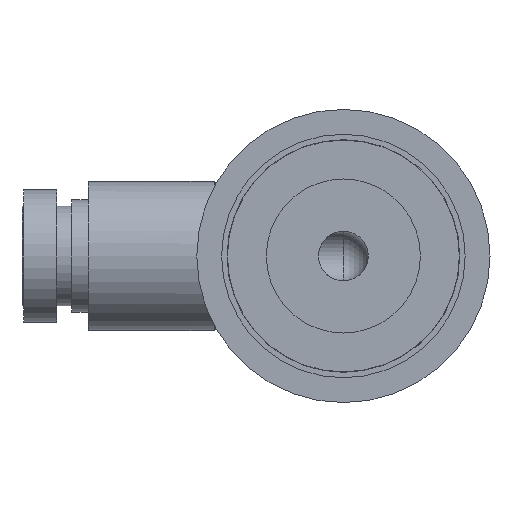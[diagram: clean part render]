
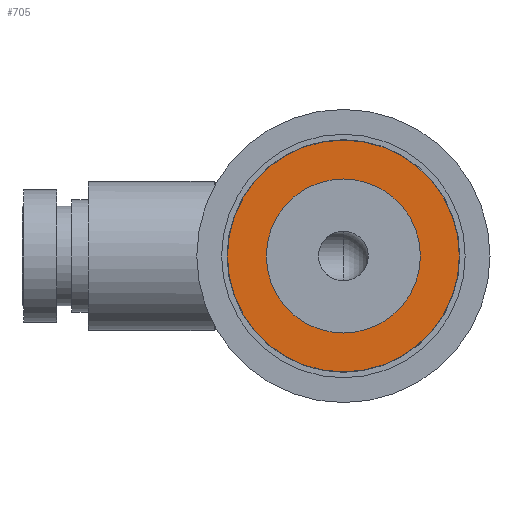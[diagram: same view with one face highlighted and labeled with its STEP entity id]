
A CAD part, front view. The second image highlights one B-rep face of the part: STEP entity #705.
In plain terms, the highlighted planar face has unit normal (0, -1, 0).
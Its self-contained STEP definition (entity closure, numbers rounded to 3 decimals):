
#29=PLANE('',#799);
#196=ORIENTED_EDGE('',*,*,#348,.F.);
#197=ORIENTED_EDGE('',*,*,#347,.T.);
#347=EDGE_CURVE('',#426,#426,#477,.T.);
#348=EDGE_CURVE('',#427,#427,#478,.T.);
#426=VERTEX_POINT('',#1231);
#427=VERTEX_POINT('',#1234);
#477=CIRCLE('',#798,7.);
#478=CIRCLE('',#800,4.65);
#536=EDGE_LOOP('',(#196));
#537=EDGE_LOOP('',(#197));
#618=FACE_BOUND('',#536,.T.);
#619=FACE_BOUND('',#537,.T.);
#705=ADVANCED_FACE('',(#618,#619),#29,.F.);
#798=AXIS2_PLACEMENT_3D('',#1230,#963,#964);
#799=AXIS2_PLACEMENT_3D('',#1232,#965,#966);
#800=AXIS2_PLACEMENT_3D('',#1233,#967,#968);
#963=DIRECTION('',(0.,-1.,0.));
#964=DIRECTION('',(0.,0.,-1.));
#965=DIRECTION('',(0.,1.,0.));
#966=DIRECTION('',(0.,0.,1.));
#967=DIRECTION('',(0.,-1.,0.));
#968=DIRECTION('',(0.,0.,-1.));
#1230=CARTESIAN_POINT('',(0.,-7.75,0.));
#1231=CARTESIAN_POINT('',(0.,-7.75,-7.));
#1232=CARTESIAN_POINT('',(7.,-7.75,0.));
#1233=CARTESIAN_POINT('',(0.,-7.75,0.));
#1234=CARTESIAN_POINT('',(0.,-7.75,-4.65));
